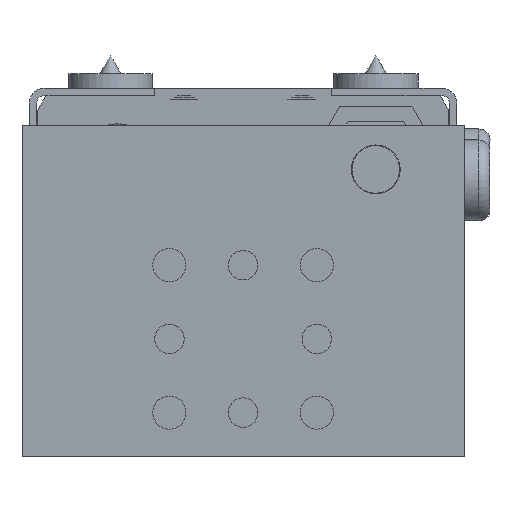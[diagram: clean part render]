
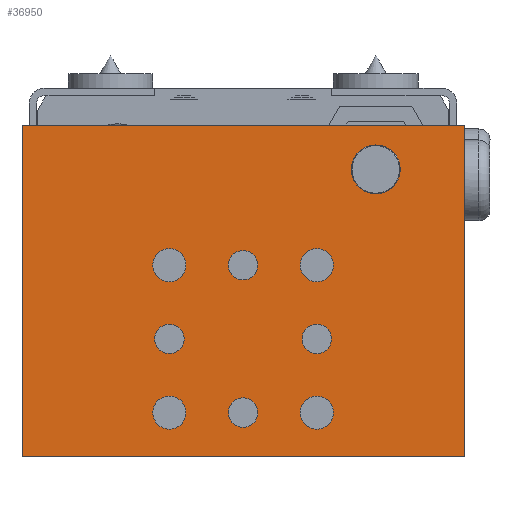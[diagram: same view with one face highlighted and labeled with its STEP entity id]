
A CAD part, left-side view. The second image highlights one B-rep face of the part: STEP entity #36950.
In plain terms, the highlighted face is planar.
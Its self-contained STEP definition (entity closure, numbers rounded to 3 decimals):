
#36433=CARTESIAN_POINT('',(200.,2.,25.));
#36434=VERTEX_POINT('',#36433);
#36435=CARTESIAN_POINT('',(200.,0.,25.));
#36436=DIRECTION('',(-1.0,0.0,0.0));
#36437=DIRECTION('',(0.0,-1.0,0.0));
#36438=AXIS2_PLACEMENT_3D('',#36435,#36436,#36437);
#36439=CIRCLE('',#36438,2.0);
#36440=EDGE_CURVE('',#36434,#36434,#36439,.T.);
#36453=CARTESIAN_POINT('',(200.,12.,15.));
#36454=VERTEX_POINT('',#36453);
#36455=CARTESIAN_POINT('',(200.,10.,15.));
#36456=DIRECTION('',(-1.0,0.0,0.0));
#36457=DIRECTION('',(0.0,-1.0,0.0));
#36458=AXIS2_PLACEMENT_3D('',#36455,#36456,#36457);
#36459=CIRCLE('',#36458,2.0);
#36460=EDGE_CURVE('',#36454,#36454,#36459,.T.);
#36473=CARTESIAN_POINT('',(200.,-8.,15.));
#36474=VERTEX_POINT('',#36473);
#36475=CARTESIAN_POINT('',(200.,-10.,15.));
#36476=DIRECTION('',(-1.0,0.0,0.0));
#36477=DIRECTION('',(0.0,-1.0,0.0));
#36478=AXIS2_PLACEMENT_3D('',#36475,#36476,#36477);
#36479=CIRCLE('',#36478,2.0);
#36480=EDGE_CURVE('',#36474,#36474,#36479,.T.);
#36493=CARTESIAN_POINT('',(200.,2.,5.));
#36494=VERTEX_POINT('',#36493);
#36495=CARTESIAN_POINT('',(200.,0.,5.));
#36496=DIRECTION('',(-1.0,0.0,0.0));
#36497=DIRECTION('',(0.0,-1.0,0.0));
#36498=AXIS2_PLACEMENT_3D('',#36495,#36496,#36497);
#36499=CIRCLE('',#36498,2.0);
#36500=EDGE_CURVE('',#36494,#36494,#36499,.T.);
#36553=CARTESIAN_POINT('',(200.,12.25,25.));
#36554=VERTEX_POINT('',#36553);
#36555=CARTESIAN_POINT('',(200.,10.,25.));
#36556=DIRECTION('',(-1.0,0.0,0.0));
#36557=DIRECTION('',(0.0,-1.0,0.0));
#36558=AXIS2_PLACEMENT_3D('',#36555,#36556,#36557);
#36559=CIRCLE('',#36558,2.25);
#36560=EDGE_CURVE('',#36554,#36554,#36559,.T.);
#36613=CARTESIAN_POINT('',(200.,-7.75,5.));
#36614=VERTEX_POINT('',#36613);
#36615=CARTESIAN_POINT('',(200.,-10.,5.));
#36616=DIRECTION('',(-1.0,0.0,0.0));
#36617=DIRECTION('',(0.0,-1.0,0.0));
#36618=AXIS2_PLACEMENT_3D('',#36615,#36616,#36617);
#36619=CIRCLE('',#36618,2.25);
#36620=EDGE_CURVE('',#36614,#36614,#36619,.T.);
#36673=CARTESIAN_POINT('',(200.,-7.75,25.));
#36674=VERTEX_POINT('',#36673);
#36675=CARTESIAN_POINT('',(200.,-10.,25.));
#36676=DIRECTION('',(-1.0,0.0,0.0));
#36677=DIRECTION('',(0.0,-1.0,0.0));
#36678=AXIS2_PLACEMENT_3D('',#36675,#36676,#36677);
#36679=CIRCLE('',#36678,2.25);
#36680=EDGE_CURVE('',#36674,#36674,#36679,.T.);
#36733=CARTESIAN_POINT('',(200.,12.25,5.));
#36734=VERTEX_POINT('',#36733);
#36735=CARTESIAN_POINT('',(200.,10.,5.));
#36736=DIRECTION('',(-1.0,0.0,0.0));
#36737=DIRECTION('',(0.0,-1.0,0.0));
#36738=AXIS2_PLACEMENT_3D('',#36735,#36736,#36737);
#36739=CIRCLE('',#36738,2.25);
#36740=EDGE_CURVE('',#36734,#36734,#36739,.T.);
#36804=CARTESIAN_POINT('',(200.,21.324,38.));
#36805=VERTEX_POINT('',#36804);
#36806=CARTESIAN_POINT('',(200.,18.,38.));
#36807=DIRECTION('',(-1.0,0.0,0.0));
#36808=DIRECTION('',(0.0,-1.0,0.0));
#36809=AXIS2_PLACEMENT_3D('',#36806,#36807,#36808);
#36810=CIRCLE('',#36809,3.324);
#36811=EDGE_CURVE('',#36805,#36805,#36810,.T.);
#36861=CARTESIAN_POINT('',(200.,30.,44.));
#36862=VERTEX_POINT('',#36861);
#36869=CARTESIAN_POINT('',(200.,30.,-1.));
#36870=VERTEX_POINT('',#36869);
#36871=CARTESIAN_POINT('',(200.,30.,44.));
#36872=DIRECTION('',(0.0,0.0,-1.0));
#36873=VECTOR('',#36872,45.);
#36874=LINE('',#36871,#36873);
#36875=EDGE_CURVE('',#36862,#36870,#36874,.T.);
#36893=CARTESIAN_POINT('',(200.,0.,21.5));
#36894=DIRECTION('',(-1.0,0.0,0.0));
#36895=DIRECTION('',(0.0,-1.0,0.0));
#36896=AXIS2_PLACEMENT_3D('',#36893,#36894,#36895);
#36897=PLANE('',#36896);
#36898=CARTESIAN_POINT('',(200.,-30.,-1.));
#36899=VERTEX_POINT('',#36898);
#36900=CARTESIAN_POINT('',(200.,-30.,44.));
#36901=VERTEX_POINT('',#36900);
#36902=CARTESIAN_POINT('',(200.,-30.,-1.));
#36903=DIRECTION('',(0.0,0.0,1.0));
#36904=VECTOR('',#36903,45.0);
#36905=LINE('',#36902,#36904);
#36906=EDGE_CURVE('',#36899,#36901,#36905,.T.);
#36907=ORIENTED_EDGE('',*,*,#36906,.F.);
#36908=CARTESIAN_POINT('',(200.,30.,-1.));
#36909=DIRECTION('',(0.0,-1.0,0.0));
#36910=VECTOR('',#36909,60.0);
#36911=LINE('',#36908,#36910);
#36912=EDGE_CURVE('',#36870,#36899,#36911,.T.);
#36913=ORIENTED_EDGE('',*,*,#36912,.F.);
#36914=ORIENTED_EDGE('',*,*,#36875,.F.);
#36915=CARTESIAN_POINT('',(200.,-30.,44.));
#36916=DIRECTION('',(0.0,1.0,0.0));
#36917=VECTOR('',#36916,60.0);
#36918=LINE('',#36915,#36917);
#36919=EDGE_CURVE('',#36901,#36862,#36918,.T.);
#36920=ORIENTED_EDGE('',*,*,#36919,.F.);
#36921=EDGE_LOOP('',(#36907,#36913,#36914,#36920));
#36922=FACE_OUTER_BOUND('',#36921,.T.);
#36923=ORIENTED_EDGE('',*,*,#36440,.T.);
#36924=EDGE_LOOP('',(#36923));
#36925=FACE_BOUND('',#36924,.T.);
#36926=ORIENTED_EDGE('',*,*,#36460,.T.);
#36927=EDGE_LOOP('',(#36926));
#36928=FACE_BOUND('',#36927,.T.);
#36929=ORIENTED_EDGE('',*,*,#36480,.T.);
#36930=EDGE_LOOP('',(#36929));
#36931=FACE_BOUND('',#36930,.T.);
#36932=ORIENTED_EDGE('',*,*,#36500,.T.);
#36933=EDGE_LOOP('',(#36932));
#36934=FACE_BOUND('',#36933,.T.);
#36935=ORIENTED_EDGE('',*,*,#36560,.T.);
#36936=EDGE_LOOP('',(#36935));
#36937=FACE_BOUND('',#36936,.T.);
#36938=ORIENTED_EDGE('',*,*,#36620,.T.);
#36939=EDGE_LOOP('',(#36938));
#36940=FACE_BOUND('',#36939,.T.);
#36941=ORIENTED_EDGE('',*,*,#36680,.T.);
#36942=EDGE_LOOP('',(#36941));
#36943=FACE_BOUND('',#36942,.T.);
#36944=ORIENTED_EDGE('',*,*,#36740,.T.);
#36945=EDGE_LOOP('',(#36944));
#36946=FACE_BOUND('',#36945,.T.);
#36947=ORIENTED_EDGE('',*,*,#36811,.T.);
#36948=EDGE_LOOP('',(#36947));
#36949=FACE_BOUND('',#36948,.T.);
#36950=ADVANCED_FACE('',(#36922,#36925,#36928,#36931,#36934,#36937,#36940,#36943,#36946,#36949),#36897,.F.);
